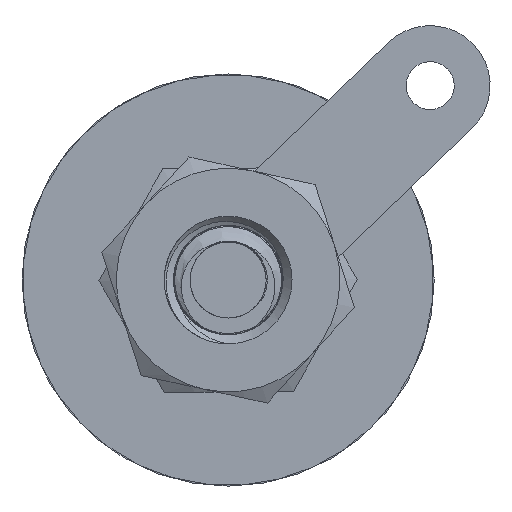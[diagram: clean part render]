
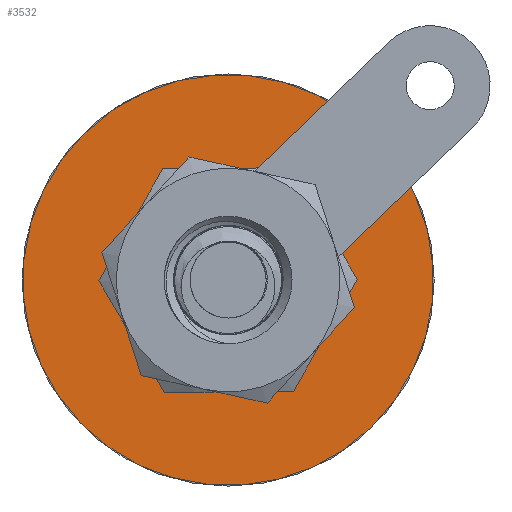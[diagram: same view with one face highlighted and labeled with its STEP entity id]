
A CAD part, left-side view. The second image highlights one B-rep face of the part: STEP entity #3532.
In plain terms, the highlighted planar face has unit normal (-1, 0, 0).
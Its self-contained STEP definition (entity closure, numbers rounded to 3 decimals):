
#169=PLANE('',#3892);
#238=FACE_BOUND('',#791,.T.);
#572=FACE_OUTER_BOUND('',#790,.T.);
#790=EDGE_LOOP('',(#2693));
#791=EDGE_LOOP('',(#2694));
#1355=CIRCLE('',#3888,2.25);
#1356=CIRCLE('',#3890,6.425);
#1570=VERTEX_POINT('',#13578);
#1571=VERTEX_POINT('',#13582);
#1977=EDGE_CURVE('',#1570,#1570,#1355,.T.);
#1978=EDGE_CURVE('',#1571,#1571,#1356,.T.);
#2693=ORIENTED_EDGE('',*,*,#1978,.T.);
#2694=ORIENTED_EDGE('',*,*,#1977,.T.);
#3532=ADVANCED_FACE('',(#572,#238),#169,.T.);
#3888=AXIS2_PLACEMENT_3D('',#13580,#4427,#4428);
#3890=AXIS2_PLACEMENT_3D('',#13583,#4431,#4432);
#3892=AXIS2_PLACEMENT_3D('',#13587,#4436,#4437);
#4427=DIRECTION('center_axis',(1.,0.,0.));
#4428=DIRECTION('ref_axis',(0.,1.,0.));
#4431=DIRECTION('center_axis',(-1.,0.,0.));
#4432=DIRECTION('ref_axis',(0.,1.,0.));
#4436=DIRECTION('center_axis',(-1.,0.,0.));
#4437=DIRECTION('ref_axis',(0.,1.,0.));
#13578=CARTESIAN_POINT('',(-10.3,-2.25,0.));
#13580=CARTESIAN_POINT('Origin',(-10.3,0.,0.));
#13582=CARTESIAN_POINT('',(-10.3,-6.425,0.));
#13583=CARTESIAN_POINT('Origin',(-10.3,0.,0.));
#13587=CARTESIAN_POINT('Origin',(-10.3,0.,0.));
